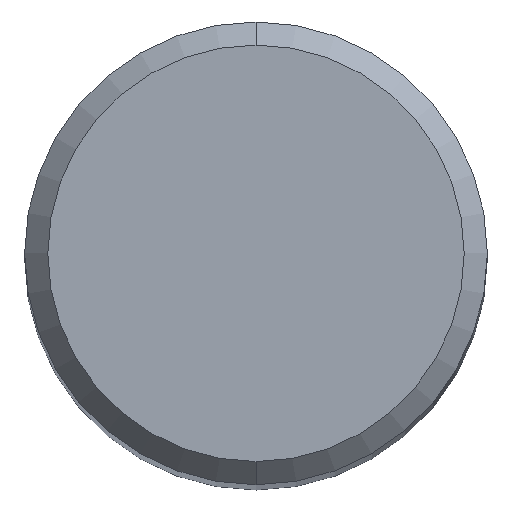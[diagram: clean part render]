
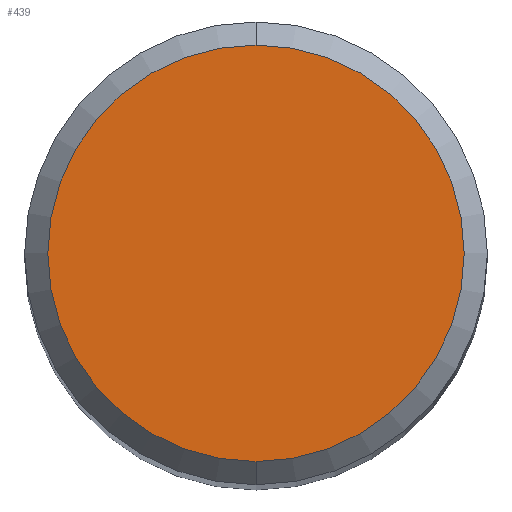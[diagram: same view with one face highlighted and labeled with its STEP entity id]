
A CAD part, top view. The second image highlights one B-rep face of the part: STEP entity #439.
In plain terms, the highlighted planar face has unit normal (0, 0, 1).
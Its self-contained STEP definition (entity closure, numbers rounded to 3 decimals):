
#367=VERTEX_POINT('',#694);
#377=EDGE_CURVE('',#367,#443,#704,.T.);
#419=EDGE_CURVE('',#443,#367,#751,.T.);
#439=ADVANCED_FACE('',(#772),#773,.T.);
#443=VERTEX_POINT('',#777);
#694=CARTESIAN_POINT('',(0.,-3.6,0.0));
#704=CIRCLE('',#1274,3.6);
#751=CIRCLE('',#1351,3.6);
#772=FACE_OUTER_BOUND('',#1405,.T.);
#773=PLANE('',#1406);
#777=CARTESIAN_POINT('',(0.0,3.6,0.0));
#1274=AXIS2_PLACEMENT_3D('',#1705,#1706,#1707);
#1351=AXIS2_PLACEMENT_3D('',#1766,#1767,#1768);
#1405=EDGE_LOOP('',(#1787,#1788));
#1406=AXIS2_PLACEMENT_3D('',#1789,#1790,#1791);
#1705=CARTESIAN_POINT('',(0.0,0.0,0.0));
#1706=DIRECTION('',(0.0,0.0,-1.0));
#1707=DIRECTION('',(0.0,1.0,0.0));
#1766=CARTESIAN_POINT('',(0.0,0.0,0.0));
#1767=DIRECTION('',(0.0,0.0,-1.0));
#1768=DIRECTION('',(0.0,1.0,0.0));
#1787=ORIENTED_EDGE('',*,*,#419,.F.);
#1788=ORIENTED_EDGE('',*,*,#377,.F.);
#1789=CARTESIAN_POINT('',(0.0,1.8,0.0));
#1790=DIRECTION('',(-0.0,0.0,1.0));
#1791=DIRECTION('',(0.0,-1.0,0.0));
